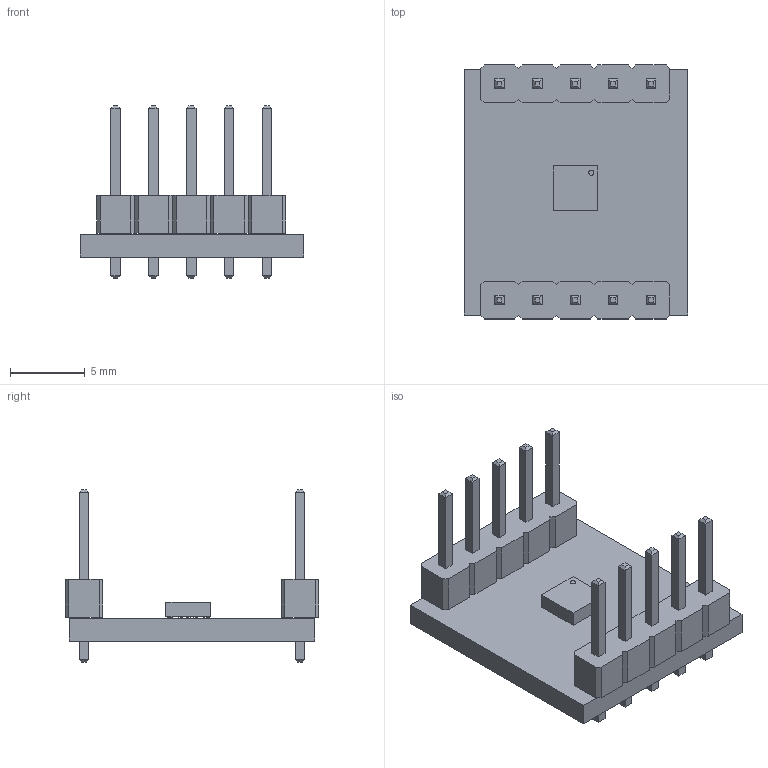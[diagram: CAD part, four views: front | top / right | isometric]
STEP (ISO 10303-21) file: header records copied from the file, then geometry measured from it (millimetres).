
FILE_DESCRIPTION(('KiCad electronic assembly'),'2;1');
FILE_NAME('imu.step','2025-11-09T15:28:56',('Pcbnew'),('Kicad'), 'Open CASCADE STEP processor 7.8','KiCad to STEP converter','Unknown' );
FILE_SCHEMA(('AUTOMOTIVE_DESIGN { 1 0 10303 214 1 1 1 1 }'));
Length unit declared in the file: millimetre
Products named in the file (4): imu 1; LGA-16_3x3mm_P0.5mm_LayoutBorder3x5y; PinHeader_1x05_P2.54mm_Vertical; imu_PCB
Assembly tree (4 placements, depth 2):
  imu 1
    LGA-16_3x3mm_P0.5mm_LayoutBorder3x5y
    PinHeader_1x05_P2.54mm_Vertical  x2
    imu_PCB
Bounding box: 15 x 17.04 x 11.54 mm (x, y, z)
Volume: 567.8 mm3; surface area: 1163.9 mm2
Topology: 4 solids, 4 shells, 352 faces, 841 edges, 534 vertices
Faces by surface type: plane 341, cylinder 11
Full cylindrical faces by diameter (mm): 0.35 x1, 1 x10
Entity records: 8038 total; most frequent: CARTESIAN_POINT 1128, ORIENTED_EDGE 1090, DIRECTION 1033, EDGE_CURVE 545, LINE 523, VECTOR 523, VERTEX_POINT 350, FACE_BOUND 275
